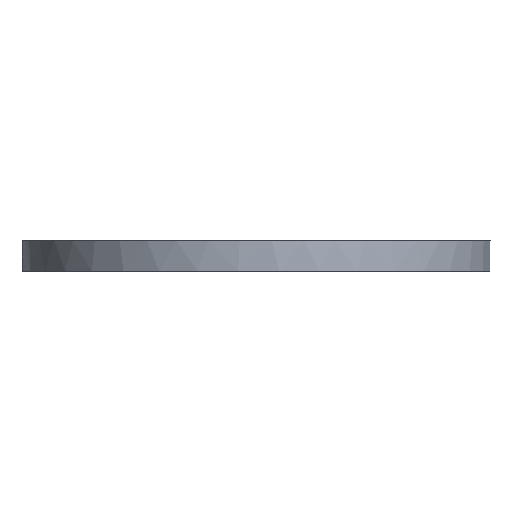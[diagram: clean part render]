
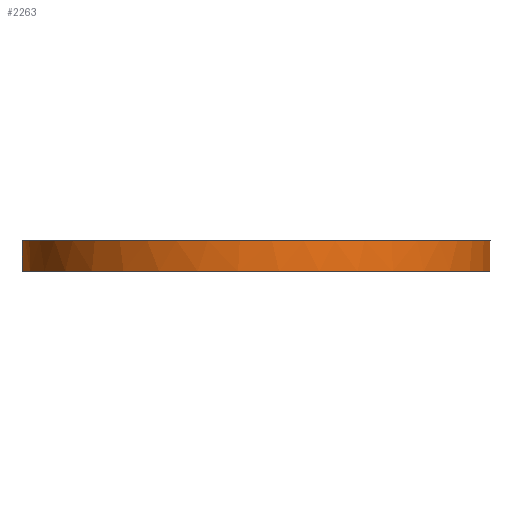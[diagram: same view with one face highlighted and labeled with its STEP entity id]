
A CAD part, front view. The second image highlights one B-rep face of the part: STEP entity #2263.
In plain terms, the highlighted cylindrical face has radius 55 mm (diameter 110 mm), a partial arc.
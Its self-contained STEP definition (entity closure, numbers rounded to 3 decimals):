
#37=CARTESIAN_POINT('Control Point',(54.735,5.391,3.625)) ;
#38=CARTESIAN_POINT('Control Point',(55.234,0.329,3.625)) ;
#39=CARTESIAN_POINT('Control Point',(55.147,-4.791,3.625)) ;
#40=CARTESIAN_POINT('Control Point',(54.466,-9.878,3.625)) ;
#41=CARTESIAN_POINT('Control Point',(51.941,-19.802,3.625)) ;
#42=CARTESIAN_POINT('Control Point',(47.219,-28.889,3.625)) ;
#43=CARTESIAN_POINT('Control Point',(44.34,-33.138,3.625)) ;
#44=CARTESIAN_POINT('Control Point',(37.653,-40.894,3.625)) ;
#45=CARTESIAN_POINT('Control Point',(29.373,-46.919,3.625)) ;
#46=CARTESIAN_POINT('Control Point',(24.901,-49.438,3.625)) ;
#47=CARTESIAN_POINT('Control Point',(15.456,-53.396,3.625)) ;
#48=CARTESIAN_POINT('Control Point',(5.357,-55.095,3.625)) ;
#49=CARTESIAN_POINT('Control Point',(0.231,-55.354,3.625)) ;
#50=CARTESIAN_POINT('Control Point',(-9.987,-54.683,3.625)) ;
#51=CARTESIAN_POINT('Control Point',(-19.783,-51.699,3.625)) ;
#52=CARTESIAN_POINT('Control Point',(-24.487,-49.644,3.625)) ;
#53=CARTESIAN_POINT('Control Point',(-33.333,-44.485,3.625)) ;
#54=CARTESIAN_POINT('Control Point',(-40.769,-37.444,3.625)) ;
#55=CARTESIAN_POINT('Control Point',(-44.062,-33.507,3.625)) ;
#56=CARTESIAN_POINT('Control Point',(-49.099,-25.826,3.625)) ;
#57=CARTESIAN_POINT('Control Point',(-52.445,-17.295,3.625)) ;
#58=CARTESIAN_POINT('Control Point',(-53.574,-13.393,3.625)) ;
#59=CARTESIAN_POINT('Control Point',(-54.339,-9.41,3.625)) ;
#60=CARTESIAN_POINT('Control Point',(-54.735,-5.391,3.625)) ;
#61=CARTESIAN_POINT('Vertex',(54.735,5.391,3.625)) ;
#63=CARTESIAN_POINT('Vertex',(-54.735,-5.391,3.625)) ;
#2233=CARTESIAN_POINT('Axis2P3D Location',(0.,0.,-3.625)) ;
#2238=CARTESIAN_POINT('Line Origine',(54.735,5.391,-3.625)) ;
#2242=CARTESIAN_POINT('Vertex',(54.735,5.391,-3.625)) ;
#2245=CARTESIAN_POINT('Line Origine',(-54.735,-5.391,-3.625)) ;
#2249=CARTESIAN_POINT('Vertex',(-54.735,-5.391,-3.625)) ;
#2252=CARTESIAN_POINT('Axis2P3D Location',(0.,0.,-3.625)) ;
#2240=VECTOR('Line Direction',#2239,1.) ;
#2247=VECTOR('Line Direction',#2246,1.) ;
#2234=DIRECTION('Axis2P3D Direction',(0.,0.,1.)) ;
#2235=DIRECTION('Axis2P3D XDirection',(-0.995,-0.098,0.)) ;
#2239=DIRECTION('Vector Direction',(0.,0.,1.)) ;
#2246=DIRECTION('Vector Direction',(0.,0.,1.)) ;
#2253=DIRECTION('Axis2P3D Direction',(0.,0.,1.)) ;
#2236=AXIS2_PLACEMENT_3D('Cylinder Axis2P3D',#2233,#2234,#2235) ;
#2254=AXIS2_PLACEMENT_3D('Circle Axis2P3D',#2252,#2253,$) ;
#2241=LINE('Line',#2238,#2240) ;
#2248=LINE('Line',#2245,#2247) ;
#2255=CIRCLE('generated circle',#2254,55.) ;
#2237=CYLINDRICAL_SURFACE('generated cylinder',#2236,55.) ;
#65=EDGE_CURVE('',#62,#64,#36,.T.) ;
#2244=EDGE_CURVE('',#2243,#62,#2241,.T.) ;
#2251=EDGE_CURVE('',#64,#2250,#2248,.F.) ;
#2256=EDGE_CURVE('',#2250,#2243,#2255,.T.) ;
#2258=ORIENTED_EDGE('',*,*,#2244,.T.) ;
#2259=ORIENTED_EDGE('',*,*,#65,.T.) ;
#2260=ORIENTED_EDGE('',*,*,#2251,.T.) ;
#2261=ORIENTED_EDGE('',*,*,#2256,.T.) ;
#2257=EDGE_LOOP('',(#2258,#2259,#2260,#2261)) ;
#62=VERTEX_POINT('',#61) ;
#64=VERTEX_POINT('',#63) ;
#2243=VERTEX_POINT('',#2242) ;
#2250=VERTEX_POINT('',#2249) ;
#2263=ADVANCED_FACE('KISS-import',(#2262),#2237,.T.) ;
#36=B_SPLINE_CURVE_WITH_KNOTS('',5,(#37,#38,#39,#40,#41,#42,#43,#44,#45,#46,#47,#48,#49,#50,#51,#52,#53,#54,#55,#56,#57,#58,#59,#60),.UNSPECIFIED.,.F.,.U.,(6,3,3,3,3,3,3,6),(0.,35.966,71.933,107.899,143.865,179.832,215.798,244.357),.UNSPECIFIED.) ;
#2262=FACE_OUTER_BOUND('',#2257,.T.) ;
